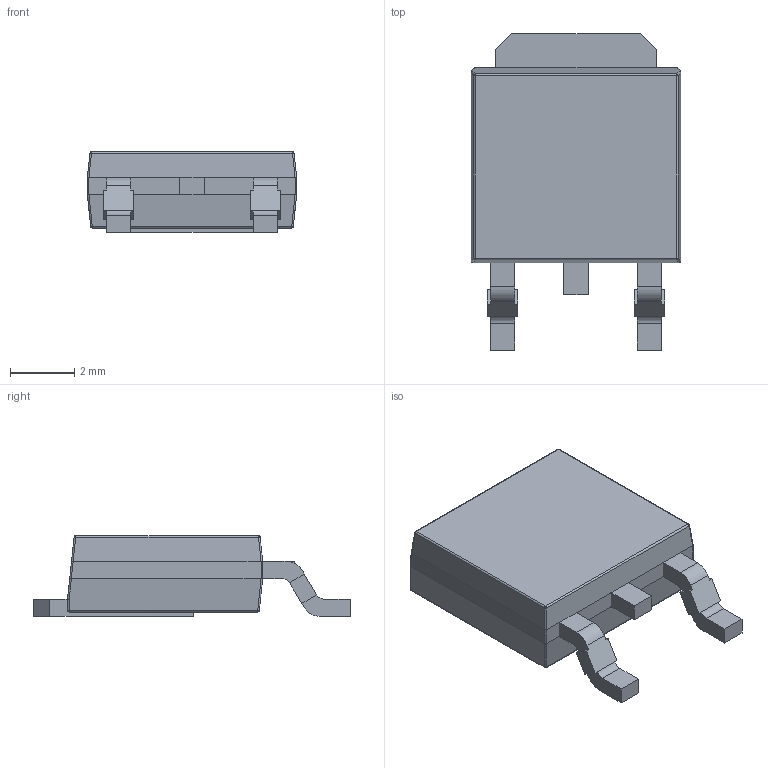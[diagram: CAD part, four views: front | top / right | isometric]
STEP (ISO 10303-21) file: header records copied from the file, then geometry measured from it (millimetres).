
FILE_DESCRIPTION (( 'STEP AP214' ), '1' );
FILE_NAME ('SVD5867NLT4G.STEP', '2025-02-14T05:18:40', ( '' ), ( '' ), 'SwSTEP 2.0', 'SolidWorks 2023', '' );
FILE_SCHEMA (( 'AUTOMOTIVE_DESIGN' ));
Length unit declared in the file: millimetre
Products named in the file (3): body; SVD5867NLT4G; terminals
Assembly tree (2 placements, depth 2):
  SVD5867NLT4G
    body
    terminals
Bounding box: 6.54 x 9.88 x 2.51 mm (x, y, z)
Volume: 101 mm3; surface area: 223.8 mm2
Topology: 5 solids, 5 shells, 116 faces, 293 edges, 171 vertices
Faces by surface type: plane 68, cylinder 32, bspline 16
Entity records: 5010 total; most frequent: CARTESIAN_POINT 1051, ORIENTED_EDGE 554, DIRECTION 495, EDGE_CURVE 277, LINE 189, VECTOR 189, VERTEX_POINT 171, AXIS2_PLACEMENT_3D 153
